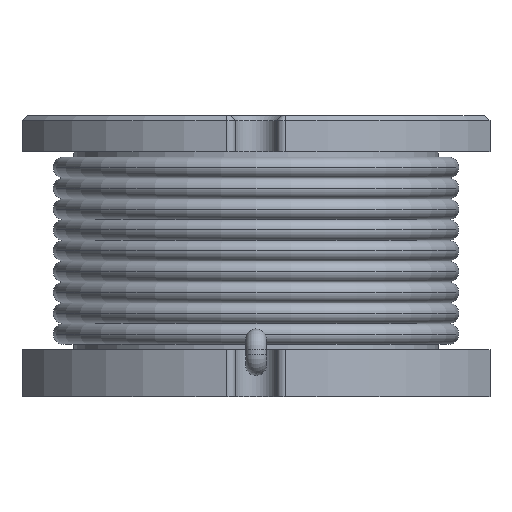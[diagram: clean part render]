
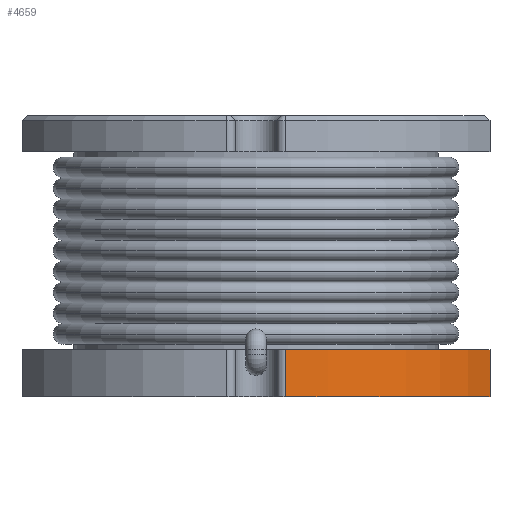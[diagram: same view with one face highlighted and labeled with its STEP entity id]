
A CAD part, front view. The second image highlights one B-rep face of the part: STEP entity #4659.
In plain terms, the highlighted cylindrical face has radius 5 mm (diameter 10 mm), a partial arc.
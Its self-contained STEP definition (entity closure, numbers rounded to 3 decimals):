
#708 = DIRECTION ( 'NONE',  ( 0., 0., -1. ) ) ;
#809 = LINE ( 'NONE', #14467, #6128 ) ;
#814 = CARTESIAN_POINT ( 'NONE',  ( 0., 0., -0.01 ) ) ;
#1801 = DIRECTION ( 'NONE',  ( 1., 0., 0. ) ) ;
#2439 = ORIENTED_EDGE ( 'NONE', *, *, #7201, .F. ) ;
#2672 = AXIS2_PLACEMENT_3D ( 'NONE', #814, #12712, #9402 ) ;
#3639 = AXIS2_PLACEMENT_3D ( 'NONE', #21510, #9937, #1801 ) ;
#3790 = CYLINDRICAL_SURFACE ( 'NONE', #4560, 5. ) ;
#4415 = CIRCLE ( 'NONE', #2672, 5. ) ;
#4533 = CARTESIAN_POINT ( 'NONE',  ( 4.5, -2.179, -0.01 ) ) ;
#4560 = AXIS2_PLACEMENT_3D ( 'NONE', #5424, #13895, #15659 ) ;
#4647 = ORIENTED_EDGE ( 'NONE', *, *, #10999, .F. ) ;
#4659 = ADVANCED_FACE ( 'NONE', ( #8949 ), #3790, .T. ) ;
#4748 = VECTOR ( 'NONE', #17039, 1000. ) ;
#5021 = EDGE_LOOP ( 'NONE', ( #4647, #19410, #2439, #9013 ) ) ;
#5424 = CARTESIAN_POINT ( 'NONE',  ( 0., 0., 0.9 ) ) ;
#6128 = VECTOR ( 'NONE', #708, 1000. ) ;
#6266 = EDGE_CURVE ( 'NONE', #14978, #17130, #809, .T. ) ;
#7201 = EDGE_CURVE ( 'NONE', #16542, #17130, #4415, .T. ) ;
#7668 = CARTESIAN_POINT ( 'NONE',  ( 4.5, -2.179, 0.9 ) ) ;
#8888 = CARTESIAN_POINT ( 'NONE',  ( 0.567, -4.968, 0.9 ) ) ;
#8949 = FACE_OUTER_BOUND ( 'NONE', #5021, .T. ) ;
#9013 = ORIENTED_EDGE ( 'NONE', *, *, #15814, .F. ) ;
#9402 = DIRECTION ( 'NONE',  ( -1., 0., 0. ) ) ;
#9937 = DIRECTION ( 'NONE',  ( 0., 0., 1. ) ) ;
#10999 = EDGE_CURVE ( 'NONE', #14978, #20255, #13138, .T. ) ;
#11979 = CARTESIAN_POINT ( 'NONE',  ( 4.5, -2.179, 0.9 ) ) ;
#12712 = DIRECTION ( 'NONE',  ( 0., 0., -1. ) ) ;
#13138 = CIRCLE ( 'NONE', #3639, 5. ) ;
#13895 = DIRECTION ( 'NONE',  ( 0., 0., -1. ) ) ;
#14467 = CARTESIAN_POINT ( 'NONE',  ( 0.567, -4.968, 0.9 ) ) ;
#14978 = VERTEX_POINT ( 'NONE', #8888 ) ;
#15659 = DIRECTION ( 'NONE',  ( -1., 0., 0. ) ) ;
#15814 = EDGE_CURVE ( 'NONE', #20255, #16542, #17149, .T. ) ;
#16542 = VERTEX_POINT ( 'NONE', #4533 ) ;
#17039 = DIRECTION ( 'NONE',  ( 0., 0., -1. ) ) ;
#17130 = VERTEX_POINT ( 'NONE', #17300 ) ;
#17149 = LINE ( 'NONE', #11979, #4748 ) ;
#17300 = CARTESIAN_POINT ( 'NONE',  ( 0.567, -4.968, -0.01 ) ) ;
#19410 = ORIENTED_EDGE ( 'NONE', *, *, #6266, .T. ) ;
#20255 = VERTEX_POINT ( 'NONE', #7668 ) ;
#21510 = CARTESIAN_POINT ( 'NONE',  ( 0., 0., 0.9 ) ) ;
